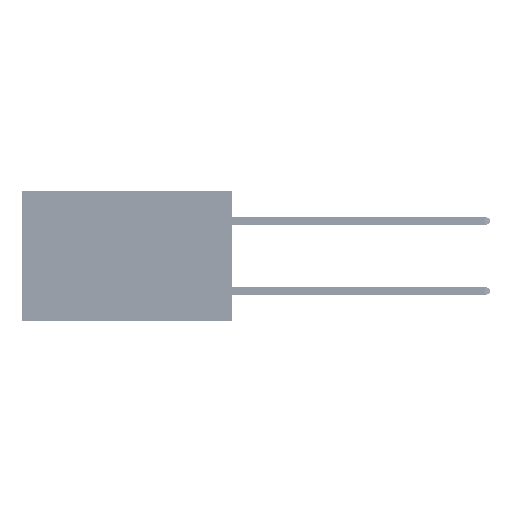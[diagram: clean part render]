
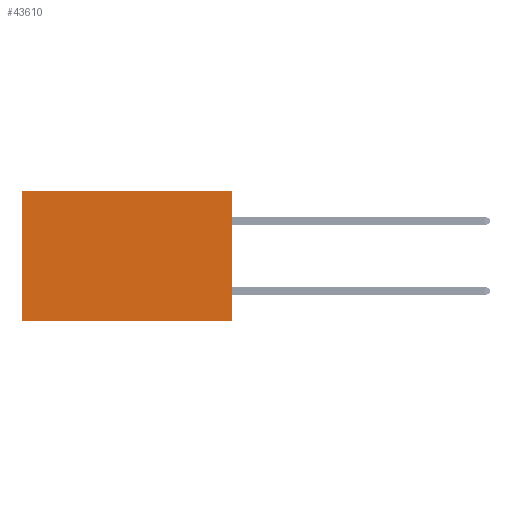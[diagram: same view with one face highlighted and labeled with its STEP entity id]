
A CAD part, left-side view. The second image highlights one B-rep face of the part: STEP entity #43610.
In plain terms, the highlighted planar face has unit normal (-1, 0, 0).
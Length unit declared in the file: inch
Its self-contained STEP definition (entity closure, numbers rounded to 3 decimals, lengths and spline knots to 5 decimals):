
#415 = VECTOR ( 'NONE', #2387, 39.37008 ) ;
#1790 = FACE_OUTER_BOUND ( 'NONE', #40346, .T. ) ;
#1933 = VECTOR ( 'NONE', #22207, 39.37008 ) ;
#2387 = DIRECTION ( 'NONE',  ( 0., 0., -1. ) ) ;
#3622 = CARTESIAN_POINT ( 'NONE',  ( 0.2875, 0.6, 0. ) ) ;
#5767 = VERTEX_POINT ( 'NONE', #30159 ) ;
#5882 = CARTESIAN_POINT ( 'NONE',  ( 0.2875, 0., 0. ) ) ;
#6078 = DIRECTION ( 'NONE',  ( 0., 0., -1. ) ) ;
#6901 = LINE ( 'NONE', #5882, #1933 ) ;
#9422 = LINE ( 'NONE', #30459, #14979 ) ;
#9572 = DIRECTION ( 'NONE',  ( 0., 1., 0. ) ) ;
#10838 = VERTEX_POINT ( 'NONE', #27060 ) ;
#11346 = EDGE_CURVE ( 'NONE', #10838, #5767, #47572, .T. ) ;
#14256 = VERTEX_POINT ( 'NONE', #3622 ) ;
#14565 = CARTESIAN_POINT ( 'NONE',  ( 0.2875, 0.6, -0.37 ) ) ;
#14979 = VECTOR ( 'NONE', #46405, 39.37008 ) ;
#15597 = ORIENTED_EDGE ( 'NONE', *, *, #42192, .T. ) ;
#16492 = ORIENTED_EDGE ( 'NONE', *, *, #18262, .T. ) ;
#17116 = LINE ( 'NONE', #37650, #23965 ) ;
#17873 = DIRECTION ( 'NONE',  ( 1., 0., 0. ) ) ;
#18262 = EDGE_CURVE ( 'NONE', #14256, #48420, #9422, .T. ) ;
#20367 = ORIENTED_EDGE ( 'NONE', *, *, #50789, .F. ) ;
#22207 = DIRECTION ( 'NONE',  ( 0., 1., 0. ) ) ;
#23965 = VECTOR ( 'NONE', #9572, 39.37008 ) ;
#26059 = CARTESIAN_POINT ( 'NONE',  ( 0.2875, 0., 0. ) ) ;
#27060 = CARTESIAN_POINT ( 'NONE',  ( 0.2875, 0., 0. ) ) ;
#30159 = CARTESIAN_POINT ( 'NONE',  ( 0.2875, 0., -0.37 ) ) ;
#30324 = ORIENTED_EDGE ( 'NONE', *, *, #11346, .F. ) ;
#30459 = CARTESIAN_POINT ( 'NONE',  ( 0.2875, 0.6, 0. ) ) ;
#33688 = PLANE ( 'NONE',  #38710 ) ;
#37650 = CARTESIAN_POINT ( 'NONE',  ( 0.2875, 0., -0.37 ) ) ;
#38710 = AXIS2_PLACEMENT_3D ( 'NONE', #26059, #17873, #6078 ) ;
#40346 = EDGE_LOOP ( 'NONE', ( #16492, #20367, #30324, #15597 ) ) ;
#42192 = EDGE_CURVE ( 'NONE', #10838, #14256, #6901, .T. ) ;
#43610 = ADVANCED_FACE ( 'NONE', ( #1790 ), #33688, .F. ) ;
#46405 = DIRECTION ( 'NONE',  ( 0., 0., -1. ) ) ;
#47572 = LINE ( 'NONE', #50075, #415 ) ;
#48420 = VERTEX_POINT ( 'NONE', #14565 ) ;
#50075 = CARTESIAN_POINT ( 'NONE',  ( 0.2875, 0., 0. ) ) ;
#50789 = EDGE_CURVE ( 'NONE', #5767, #48420, #17116, .T. ) ;
